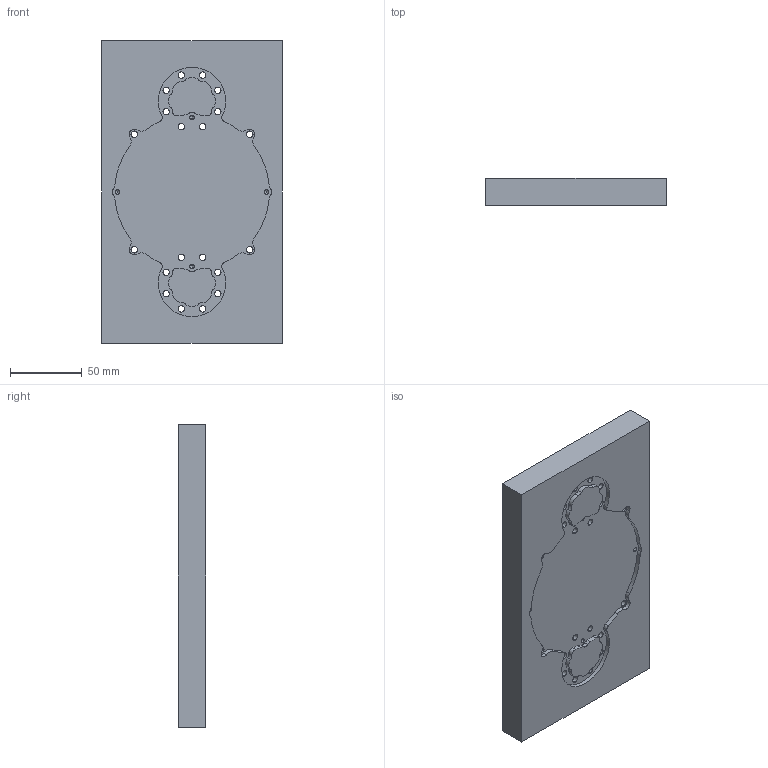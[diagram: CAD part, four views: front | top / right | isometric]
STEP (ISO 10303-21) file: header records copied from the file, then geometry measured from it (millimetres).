
FILE_DESCRIPTION (( 'STEP AP214' ), '1' );
FILE_NAME ('StatorWorkHolding.STEP', '2023-04-10T20:12:23', ( '' ), ( '' ), 'SwSTEP 2.0', 'SolidWorks 2022', '' );
FILE_SCHEMA (( 'AUTOMOTIVE_DESIGN' ));
Length unit declared in the file: millimetre
Products named in the file (1): StatorWorkHolding
Bounding box: 126 x 19 x 211.14 mm (x, y, z)
Volume: 467949.4 mm3; surface area: 72266.4 mm2
Topology: 1 solids, 1 shells, 154 faces, 439 edges, 286 vertices
Faces by surface type: cylinder 137, plane 9, cone 8
Entity records: 5231 total; most frequent: DIRECTION 1015, CARTESIAN_POINT 872, ORIENTED_EDGE 862, EDGE_CURVE 431, AXIS2_PLACEMENT_3D 429, VERTEX_POINT 286, CIRCLE 274, EDGE_LOOP 201
